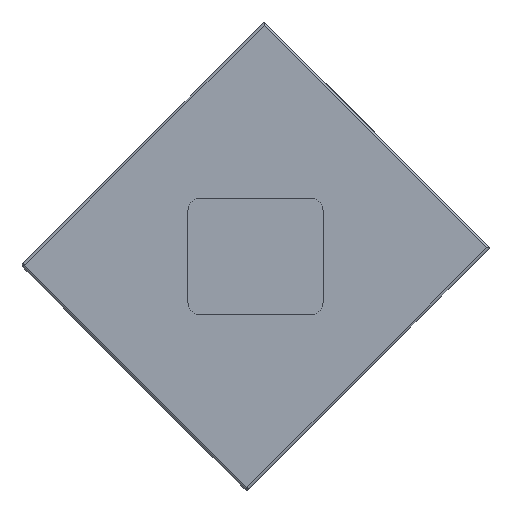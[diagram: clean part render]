
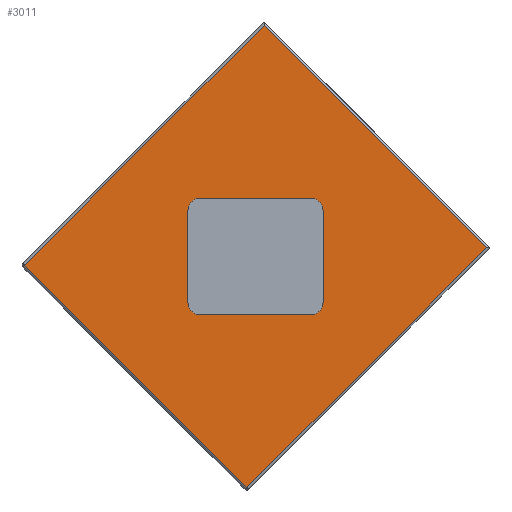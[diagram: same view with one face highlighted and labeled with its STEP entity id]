
A CAD part, front view. The second image highlights one B-rep face of the part: STEP entity #3011.
In plain terms, the highlighted planar face has unit normal (0, -1, 0).
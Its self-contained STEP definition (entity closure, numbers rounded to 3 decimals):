
#153 = FACE_BOUND ( 'NONE', #1034, .T. ) ;
#266 = VERTEX_POINT ( 'NONE', #2960 ) ;
#288 = AXIS2_PLACEMENT_3D ( 'NONE', #1154, #950, #936 ) ;
#398 = PLANE ( 'NONE',  #3267 ) ;
#411 = LINE ( 'NONE', #2048, #2508 ) ;
#538 = EDGE_LOOP ( 'NONE', ( #2294, #2203, #2704, #2385 ) ) ;
#765 = CARTESIAN_POINT ( 'NONE',  ( -9.885, -12.18, 5.121 ) ) ;
#785 = DIRECTION ( 'NONE',  ( 0.707, 0., -0.707 ) ) ;
#818 = LINE ( 'NONE', #765, #3522 ) ;
#883 = FACE_OUTER_BOUND ( 'NONE', #538, .T. ) ;
#936 = DIRECTION ( 'NONE',  ( -0.707, 0., 0.707 ) ) ;
#950 = DIRECTION ( 'NONE',  ( 0., 1., 0. ) ) ;
#962 = DIRECTION ( 'NONE',  ( 0., -1., 0. ) ) ;
#966 = DIRECTION ( 'NONE',  ( -0.707, 0., -0.707 ) ) ;
#970 = EDGE_CURVE ( 'NONE', #2655, #3106, #1287, .T. ) ;
#971 = VECTOR ( 'NONE', #2837, 1000. ) ;
#981 = AXIS2_PLACEMENT_3D ( 'NONE', #3415, #1503, #3219 ) ;
#1002 = VERTEX_POINT ( 'NONE', #3013 ) ;
#1034 = EDGE_LOOP ( 'NONE', ( #2116, #1683 ) ) ;
#1049 = LINE ( 'NONE', #2806, #971 ) ;
#1154 = CARTESIAN_POINT ( 'NONE',  ( -9.319, -12.18, 24.072 ) ) ;
#1210 = EDGE_CURVE ( 'NONE', #266, #2936, #818, .T. ) ;
#1287 = CIRCLE ( 'NONE', #981, 2.25 ) ;
#1381 = EDGE_CURVE ( 'NONE', #2936, #2647, #411, .T. ) ;
#1454 = CARTESIAN_POINT ( 'NONE',  ( -9.319, -12.18, 24.072 ) ) ;
#1459 = EDGE_CURVE ( 'NONE', #2647, #1002, #1049, .T. ) ;
#1498 = DIRECTION ( 'NONE',  ( 0.707, 0., -0.707 ) ) ;
#1503 = DIRECTION ( 'NONE',  ( 0., 1., 0. ) ) ;
#1596 = CARTESIAN_POINT ( 'NONE',  ( -28.269, -12.18, 23.223 ) ) ;
#1648 = EDGE_CURVE ( 'NONE', #1002, #266, #2361, .T. ) ;
#1683 = ORIENTED_EDGE ( 'NONE', *, *, #3201, .T. ) ;
#2048 = CARTESIAN_POINT ( 'NONE',  ( 9.632, -12.18, 24.92 ) ) ;
#2116 = ORIENTED_EDGE ( 'NONE', *, *, #970, .T. ) ;
#2203 = ORIENTED_EDGE ( 'NONE', *, *, #1381, .T. ) ;
#2294 = ORIENTED_EDGE ( 'NONE', *, *, #1210, .T. ) ;
#2308 = CARTESIAN_POINT ( 'NONE',  ( -7.728, -12.18, 22.481 ) ) ;
#2361 = LINE ( 'NONE', #1596, #3066 ) ;
#2385 = ORIENTED_EDGE ( 'NONE', *, *, #1648, .T. ) ;
#2508 = VECTOR ( 'NONE', #2852, 1000. ) ;
#2551 = CIRCLE ( 'NONE', #288, 2.25 ) ;
#2599 = CARTESIAN_POINT ( 'NONE',  ( -10.91, -12.18, 25.663 ) ) ;
#2647 = VERTEX_POINT ( 'NONE', #3328 ) ;
#2655 = VERTEX_POINT ( 'NONE', #2599 ) ;
#2704 = ORIENTED_EDGE ( 'NONE', *, *, #1459, .T. ) ;
#2806 = CARTESIAN_POINT ( 'NONE',  ( -8.753, -12.18, 43.022 ) ) ;
#2837 = DIRECTION ( 'NONE',  ( -0.707, 0., 0.707 ) ) ;
#2852 = DIRECTION ( 'NONE',  ( 0.707, 0., 0.707 ) ) ;
#2880 = CARTESIAN_POINT ( 'NONE',  ( -10.026, -12.18, 5.263 ) ) ;
#2936 = VERTEX_POINT ( 'NONE', #2880 ) ;
#2960 = CARTESIAN_POINT ( 'NONE',  ( -28.128, -12.18, 23.365 ) ) ;
#3011 = ADVANCED_FACE ( 'NONE', ( #153, #883 ), #398, .T. ) ;
#3013 = CARTESIAN_POINT ( 'NONE',  ( -8.612, -12.18, 42.881 ) ) ;
#3066 = VECTOR ( 'NONE', #966, 1000. ) ;
#3106 = VERTEX_POINT ( 'NONE', #2308 ) ;
#3201 = EDGE_CURVE ( 'NONE', #3106, #2655, #2551, .T. ) ;
#3219 = DIRECTION ( 'NONE',  ( -0.707, 0., 0.707 ) ) ;
#3267 = AXIS2_PLACEMENT_3D ( 'NONE', #1454, #962, #1498 ) ;
#3328 = CARTESIAN_POINT ( 'NONE',  ( 9.49, -12.18, 24.779 ) ) ;
#3415 = CARTESIAN_POINT ( 'NONE',  ( -9.319, -12.18, 24.072 ) ) ;
#3522 = VECTOR ( 'NONE', #785, 1000. ) ;
